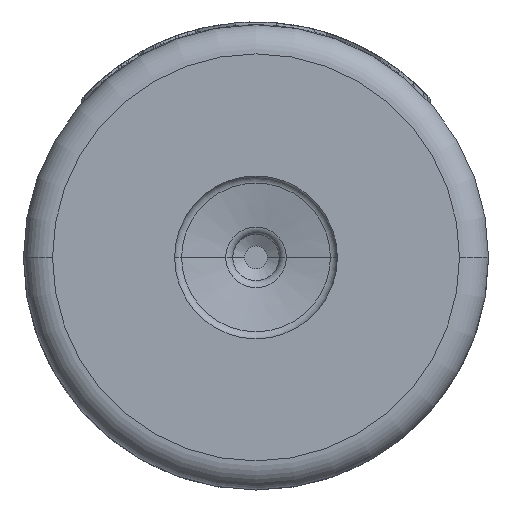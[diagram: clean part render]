
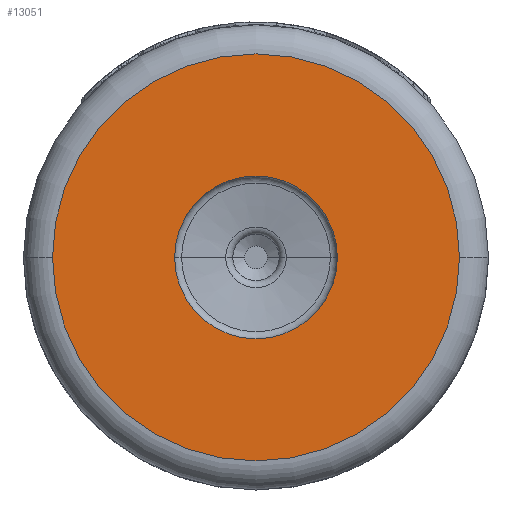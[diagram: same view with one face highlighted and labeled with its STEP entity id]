
A CAD part, front view. The second image highlights one B-rep face of the part: STEP entity #13051.
In plain terms, the highlighted planar face has unit normal (0, -1, 0).
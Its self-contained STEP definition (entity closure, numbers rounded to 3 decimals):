
#1777=CARTESIAN_POINT('',(0.,-4.,0.));
#1778=DIRECTION('',(0.,-1.,0.));
#1779=DIRECTION('',(-1.,0.,0.));
#1780=AXIS2_PLACEMENT_3D('',#1777,#1778,#1779);
#1792=CARTESIAN_POINT('',(0.,-4.,0.));
#1793=DIRECTION('',(0.,-1.,0.));
#1794=DIRECTION('',(-1.,0.,0.));
#1795=AXIS2_PLACEMENT_3D('',#1792,#1793,#1794);
#1797=CARTESIAN_POINT('',(0.,-4.,0.));
#1798=DIRECTION('',(0.,-1.,0.));
#1799=DIRECTION('',(1.,0.,0.));
#1800=AXIS2_PLACEMENT_3D('',#1797,#1798,#1799);
#1802=CARTESIAN_POINT('',(0.,-4.,0.));
#1803=DIRECTION('',(0.,-1.,0.));
#1804=DIRECTION('',(1.,0.,0.));
#1805=AXIS2_PLACEMENT_3D('',#1802,#1803,#1804);
#11157=CARTESIAN_POINT('',(-1.4,-4.,0.));
#11158=CARTESIAN_POINT('',(1.4,-4.,0.));
#11159=VERTEX_POINT('',#11157);
#11160=VERTEX_POINT('',#11158);
#11161=CARTESIAN_POINT('',(3.5,-4.,0.));
#11162=CARTESIAN_POINT('',(-3.5,-4.,0.));
#11163=VERTEX_POINT('',#11161);
#11164=VERTEX_POINT('',#11162);
#13035=CARTESIAN_POINT('',(0.,-4.,0.));
#13036=DIRECTION('',(0.,1.,0.));
#13037=DIRECTION('',(1.,0.,0.));
#13038=AXIS2_PLACEMENT_3D('',#13035,#13036,#13037);
#13039=PLANE('',#13038);
#13041=ORIENTED_EDGE('',*,*,#13040,.F.);
#13042=ORIENTED_EDGE('',*,*,#13025,.F.);
#13043=EDGE_LOOP('',(#13041,#13042));
#13044=FACE_OUTER_BOUND('',#13043,.F.);
#13046=ORIENTED_EDGE('',*,*,#13045,.T.);
#13048=ORIENTED_EDGE('',*,*,#13047,.T.);
#13049=EDGE_LOOP('',(#13046,#13048));
#13050=FACE_BOUND('',#13049,.F.);
#13051=ADVANCED_FACE('',(#13044,#13050),#13039,.F.);
#1781=CIRCLE('',#1780,3.5);
#1796=CIRCLE('',#1795,1.4);
#1801=CIRCLE('',#1800,1.4);
#1806=CIRCLE('',#1805,3.5);
#13025=EDGE_CURVE('',#11164,#11163,#1781,.T.);
#13040=EDGE_CURVE('',#11163,#11164,#1806,.T.);
#13045=EDGE_CURVE('',#11159,#11160,#1796,.T.);
#13047=EDGE_CURVE('',#11160,#11159,#1801,.T.);
